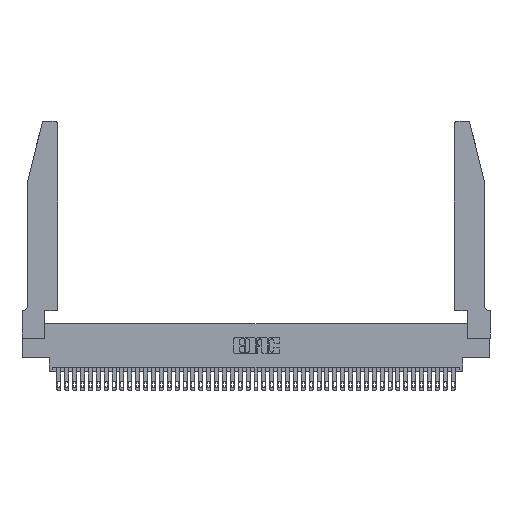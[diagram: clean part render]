
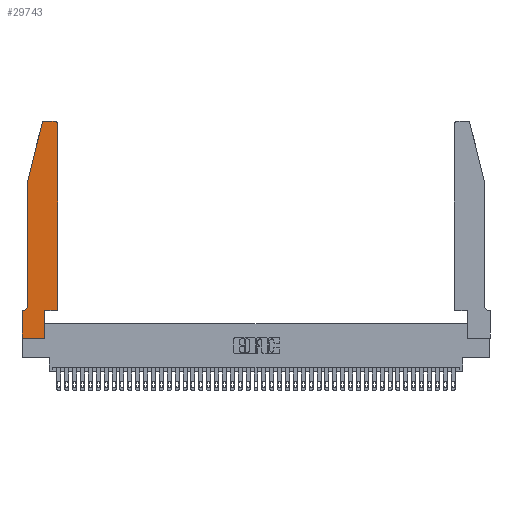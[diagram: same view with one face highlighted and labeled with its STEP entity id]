
A CAD part, top view. The second image highlights one B-rep face of the part: STEP entity #29743.
In plain terms, the highlighted planar face has unit normal (0, 0, 1).
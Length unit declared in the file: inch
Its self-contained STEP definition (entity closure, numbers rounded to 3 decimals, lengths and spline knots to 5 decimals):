
#187 = LINE ( 'NONE', #32927, #8063 ) ;
#814 = AXIS2_PLACEMENT_3D ( 'NONE', #9062, #12405, #9465 ) ;
#1326 = EDGE_CURVE ( 'NONE', #4122, #3257, #26384, .T. ) ;
#1802 = CARTESIAN_POINT ( 'NONE',  ( 0.0755, 2., 0.37 ) ) ;
#2285 = ORIENTED_EDGE ( 'NONE', *, *, #34354, .T. ) ;
#2926 = LINE ( 'NONE', #24708, #3976 ) ;
#3257 = VERTEX_POINT ( 'NONE', #38548 ) ;
#3572 = VERTEX_POINT ( 'NONE', #3776 ) ;
#3774 = EDGE_LOOP ( 'NONE', ( #37437, #9762, #2285, #31938, #35967, #28753, #15685, #32247, #34479, #23485, #42896, #30057 ) ) ;
#3776 = CARTESIAN_POINT ( 'NONE',  ( 0.0055, 0.35, 0.37 ) ) ;
#3976 = VECTOR ( 'NONE', #38133, 39.37008 ) ;
#4122 = VERTEX_POINT ( 'NONE', #37297 ) ;
#5141 = EDGE_CURVE ( 'NONE', #9146, #24876, #12263, .T. ) ;
#5340 = CARTESIAN_POINT ( 'NONE',  ( 0.4505, 2.72, 0.37 ) ) ;
#6505 = EDGE_CURVE ( 'NONE', #24876, #36611, #11671, .T. ) ;
#8063 = VECTOR ( 'NONE', #16567, 39.37008 ) ;
#8068 = VECTOR ( 'NONE', #26022, 39.37008 ) ;
#8598 = CIRCLE ( 'NONE', #814, 0.03 ) ;
#8659 = CARTESIAN_POINT ( 'NONE',  ( 0.0055, 0.42, 0.37 ) ) ;
#9062 = CARTESIAN_POINT ( 'NONE',  ( 0.284, 2.72, 0.37 ) ) ;
#9146 = VERTEX_POINT ( 'NONE', #25784 ) ;
#9465 = DIRECTION ( 'NONE',  ( 1., 0., 0. ) ) ;
#9762 = ORIENTED_EDGE ( 'NONE', *, *, #21817, .T. ) ;
#9842 = EDGE_CURVE ( 'NONE', #16315, #3572, #23079, .T. ) ;
#10688 = CARTESIAN_POINT ( 'NONE',  ( 0.2865, 0.35, 0.37 ) ) ;
#11626 = DIRECTION ( 'NONE',  ( 0., -1., 0. ) ) ;
#11671 = CIRCLE ( 'NONE', #31822, 0.03 ) ;
#12006 = DIRECTION ( 'NONE',  ( 0., 0., -1. ) ) ;
#12263 = LINE ( 'NONE', #35889, #8068 ) ;
#12405 = DIRECTION ( 'NONE',  ( 0., 0., 1. ) ) ;
#12419 = EDGE_CURVE ( 'NONE', #29045, #9146, #15099, .T. ) ;
#13011 = VECTOR ( 'NONE', #38000, 39.37008 ) ;
#13859 = EDGE_CURVE ( 'NONE', #3257, #29045, #22340, .T. ) ;
#14677 = VERTEX_POINT ( 'NONE', #14731 ) ;
#14699 = EDGE_CURVE ( 'NONE', #14677, #4122, #24626, .T. ) ;
#14731 = CARTESIAN_POINT ( 'NONE',  ( 0., 0.35, 0.37 ) ) ;
#15099 = LINE ( 'NONE', #33707, #13011 ) ;
#15672 = VECTOR ( 'NONE', #42596, 39.37008 ) ;
#15685 = ORIENTED_EDGE ( 'NONE', *, *, #14699, .T. ) ;
#16315 = VERTEX_POINT ( 'NONE', #33508 ) ;
#16567 = DIRECTION ( 'NONE',  ( 0., -1., 0. ) ) ;
#16867 = VERTEX_POINT ( 'NONE', #38423 ) ;
#17080 = CARTESIAN_POINT ( 'NONE',  ( 0.2605, 2.75, 0.37 ) ) ;
#17647 = VERTEX_POINT ( 'NONE', #35099 ) ;
#17759 = VECTOR ( 'NONE', #11626, 39.37008 ) ;
#18479 = CARTESIAN_POINT ( 'NONE',  ( 0.2865, 0.35, 0.37 ) ) ;
#18712 = CARTESIAN_POINT ( 'NONE',  ( 0., 0.35, 0.37 ) ) ;
#18793 = DIRECTION ( 'NONE',  ( -1., 0., 0. ) ) ;
#19383 = DIRECTION ( 'NONE',  ( 0., 0., 1. ) ) ;
#20984 = EDGE_CURVE ( 'NONE', #3572, #14677, #2926, .T. ) ;
#21515 = CARTESIAN_POINT ( 'NONE',  ( 0., 0., 0.37 ) ) ;
#21817 = EDGE_CURVE ( 'NONE', #16867, #17647, #8598, .T. ) ;
#22340 = LINE ( 'NONE', #10688, #34455 ) ;
#22799 = DIRECTION ( 'NONE',  ( 1., 0., 0. ) ) ;
#23079 = CIRCLE ( 'NONE', #27976, 0.07 ) ;
#23485 = ORIENTED_EDGE ( 'NONE', *, *, #12419, .T. ) ;
#23809 = AXIS2_PLACEMENT_3D ( 'NONE', #18712, #25652, #42355 ) ;
#24238 = DIRECTION ( 'NONE',  ( 0., 1., 0. ) ) ;
#24338 = CARTESIAN_POINT ( 'NONE',  ( 0.0755, 2., 0.37 ) ) ;
#24450 = FACE_OUTER_BOUND ( 'NONE', #3774, .T. ) ;
#24626 = LINE ( 'NONE', #21515, #17759 ) ;
#24678 = VERTEX_POINT ( 'NONE', #24338 ) ;
#24708 = CARTESIAN_POINT ( 'NONE',  ( 0.0755, 0.35, 0.37 ) ) ;
#24876 = VERTEX_POINT ( 'NONE', #5340 ) ;
#25652 = DIRECTION ( 'NONE',  ( 0., 0., 1. ) ) ;
#25784 = CARTESIAN_POINT ( 'NONE',  ( 0.4505, 0.35, 0.37 ) ) ;
#26022 = DIRECTION ( 'NONE',  ( 0., 1., 0. ) ) ;
#26384 = LINE ( 'NONE', #41242, #27926 ) ;
#26385 = LINE ( 'NONE', #17080, #37968 ) ;
#26674 = CARTESIAN_POINT ( 'NONE',  ( 0.4205, 2.75, 0.37 ) ) ;
#26774 = LINE ( 'NONE', #1802, #15672 ) ;
#27926 = VECTOR ( 'NONE', #31617, 39.37008 ) ;
#27976 = AXIS2_PLACEMENT_3D ( 'NONE', #8659, #12006, #18793 ) ;
#28753 = ORIENTED_EDGE ( 'NONE', *, *, #20984, .T. ) ;
#29045 = VERTEX_POINT ( 'NONE', #18479 ) ;
#29743 = ADVANCED_FACE ( 'NONE', ( #24450 ), #38927, .T. ) ;
#30057 = ORIENTED_EDGE ( 'NONE', *, *, #6505, .T. ) ;
#31617 = DIRECTION ( 'NONE',  ( 1., 0., 0. ) ) ;
#31822 = AXIS2_PLACEMENT_3D ( 'NONE', #39605, #19383, #22799 ) ;
#31938 = ORIENTED_EDGE ( 'NONE', *, *, #37255, .T. ) ;
#32247 = ORIENTED_EDGE ( 'NONE', *, *, #1326, .T. ) ;
#32257 = EDGE_CURVE ( 'NONE', #36611, #16867, #26385, .T. ) ;
#32927 = CARTESIAN_POINT ( 'NONE',  ( 0.0755, 2., 0.37 ) ) ;
#33508 = CARTESIAN_POINT ( 'NONE',  ( 0.0755, 0.42, 0.37 ) ) ;
#33707 = CARTESIAN_POINT ( 'NONE',  ( 0.4505, 0.35, 0.37 ) ) ;
#34354 = EDGE_CURVE ( 'NONE', #17647, #24678, #26774, .T. ) ;
#34455 = VECTOR ( 'NONE', #24238, 39.37008 ) ;
#34479 = ORIENTED_EDGE ( 'NONE', *, *, #13859, .T. ) ;
#35099 = CARTESIAN_POINT ( 'NONE',  ( 0.25487, 2.72718, 0.37 ) ) ;
#35889 = CARTESIAN_POINT ( 'NONE',  ( 0.4505, 0.35, 0.37 ) ) ;
#35967 = ORIENTED_EDGE ( 'NONE', *, *, #9842, .T. ) ;
#36611 = VERTEX_POINT ( 'NONE', #26674 ) ;
#37255 = EDGE_CURVE ( 'NONE', #24678, #16315, #187, .T. ) ;
#37297 = CARTESIAN_POINT ( 'NONE',  ( 0., 0., 0.37 ) ) ;
#37437 = ORIENTED_EDGE ( 'NONE', *, *, #32257, .T. ) ;
#37968 = VECTOR ( 'NONE', #40702, 39.37008 ) ;
#38000 = DIRECTION ( 'NONE',  ( 1., 0., 0. ) ) ;
#38133 = DIRECTION ( 'NONE',  ( -1., 0., 0. ) ) ;
#38423 = CARTESIAN_POINT ( 'NONE',  ( 0.284, 2.75, 0.37 ) ) ;
#38548 = CARTESIAN_POINT ( 'NONE',  ( 0.2865, 0., 0.37 ) ) ;
#38927 = PLANE ( 'NONE',  #23809 ) ;
#39605 = CARTESIAN_POINT ( 'NONE',  ( 0.4205, 2.72, 0.37 ) ) ;
#40702 = DIRECTION ( 'NONE',  ( -1., 0., 0. ) ) ;
#41242 = CARTESIAN_POINT ( 'NONE',  ( 0., 0., 0.37 ) ) ;
#42355 = DIRECTION ( 'NONE',  ( 1., 0., 0. ) ) ;
#42596 = DIRECTION ( 'NONE',  ( -0.239, -0.971, 0. ) ) ;
#42896 = ORIENTED_EDGE ( 'NONE', *, *, #5141, .T. ) ;
